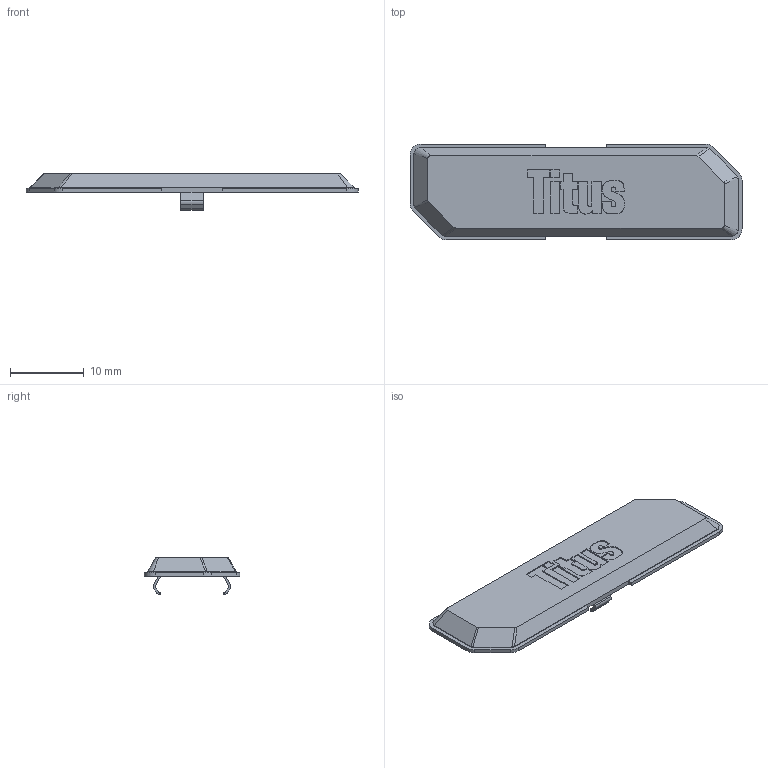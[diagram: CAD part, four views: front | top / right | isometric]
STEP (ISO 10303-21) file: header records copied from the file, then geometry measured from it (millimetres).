
FILE_DESCRIPTION((''),'2;1');
FILE_NAME('248-1646-IMS','2023-01-09T13:29:07',('marino.prodan'),('Audax d.o.o.'),'CREO PARAMETRIC BY PTC INC, 2021304','CREO PARAMETRIC BY PTC INC, 2021304','');
FILE_SCHEMA(('AUTOMOTIVE_DESIGN { 1 0 10303 214 1 1 1 1 }'));
Length unit declared in the file: millimetre
Products named in the file (1): 248-1646-IMS
Bounding box: 45 x 13 x 5 mm (x, y, z)
Volume: 1173.2 mm3; surface area: 1336 mm2
Topology: 1 solids, 1 shells, 149 faces, 429 edges, 290 vertices
Faces by surface type: plane 92, cylinder 28, extrusion 27, cone 2
Entity records: 7245 total; most frequent: CARTESIAN_POINT 1738, ORIENTED_EDGE 858, DIRECTION 670, PRESENTATION_STYLE_ASSIGNMENT 430, STYLED_ITEM 430, CURVE_STYLE 429, EDGE_CURVE 429, VECTOR 326
